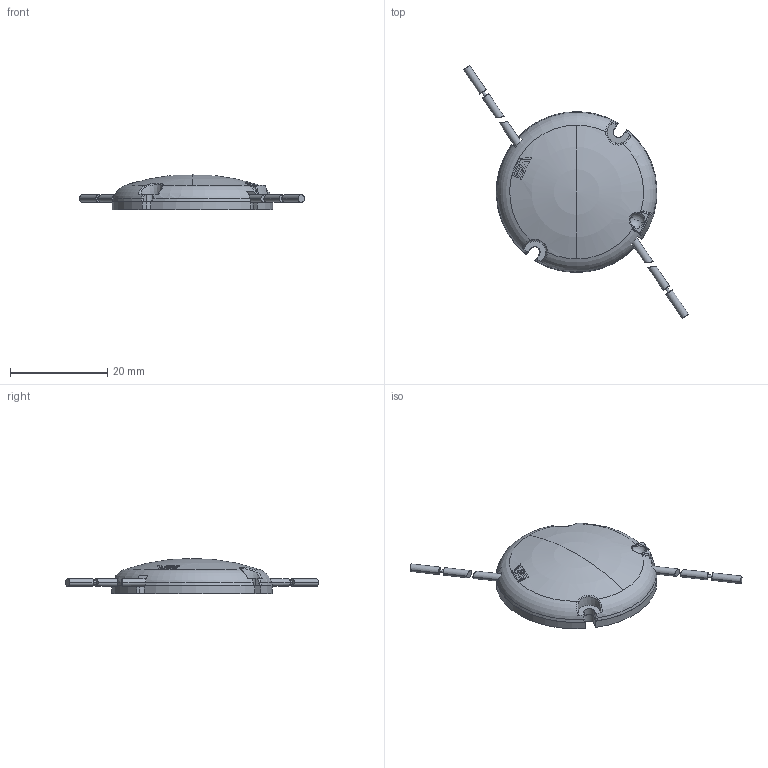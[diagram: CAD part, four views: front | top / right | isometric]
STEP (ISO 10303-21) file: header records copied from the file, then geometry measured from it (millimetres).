
FILE_DESCRIPTION(('Creo Elements/Direct Modeling STEP Export'),'2;1');
FILE_NAME('READYLINE_C03_lat.stp','2017-06-15T15:45:19',(''),(''),'Creo Elements/Direct Modeling STEP processor for AP214 (Solid Model)','Creo Elements/Direct Modeling 19.0F 14-Feb-2017 (C) Parametric Technology GmbH','');
FILE_SCHEMA(('AUTOMOTIVE_DESIGN { 1 0 10303 214 1 1 1 1 }'));
Length unit declared in the file: millimetre
Products named in the file (5): complessivo_LED_p8_p8; complessivo_CAVO.1.1.2_CAVO.1.1.2; complessivo_CAVO.1.1.1.1.1; DIFFUSORE.1
Assembly tree (1 placements, depth 2):
  complessivo_LED_p8_p8
  complessivo_CAVO.1.1.2_CAVO.1.1.2
  complessivo_CAVO.1.1.1.1.1
  DIFFUSORE.1
    DIFFUSORE.1
Bounding box: 46.17 x 51.89 x 7.2 mm (x, y, z)
Volume: 4494.4 mm3; surface area: 4182.5 mm2
Topology: 4 solids, 4 shells, 238 faces, 636 edges, 406 vertices
Faces by surface type: plane 81, cylinder 65, bspline 58, extrusion 12, torus 10, cone 6, sphere 6
Entity records: 26165 total; most frequent: CARTESIAN_POINT 19889, ORIENTED_EDGE 1256, DIRECTION 861, EDGE_CURVE 628, VERTEX_POINT 406, AXIS2_PLACEMENT_3D 326, EDGE_LOOP 246, FACE_OUTER_BOUND 238
